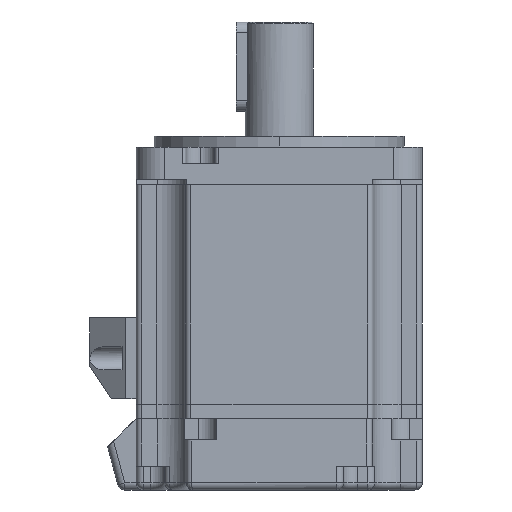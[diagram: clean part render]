
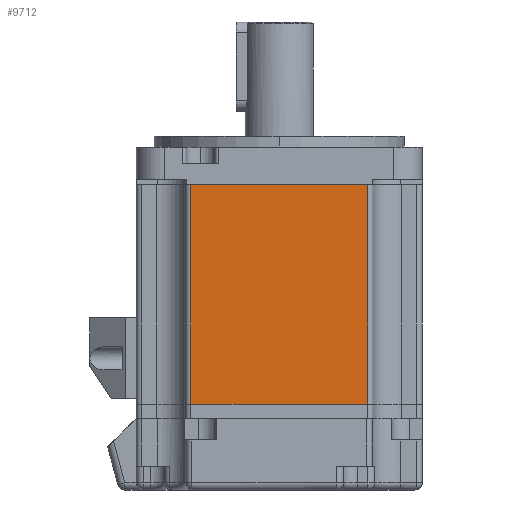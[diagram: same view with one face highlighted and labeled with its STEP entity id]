
A CAD part, left-side view. The second image highlights one B-rep face of the part: STEP entity #9712.
In plain terms, the highlighted planar face has unit normal (-1, 0, 0).
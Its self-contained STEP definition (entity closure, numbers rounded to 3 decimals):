
#103 = CARTESIAN_POINT ( 'NONE',  ( -40., 24.75, 0. ) ) ;
#594 = VECTOR ( 'NONE', #3341, 1000. ) ;
#724 = EDGE_LOOP ( 'NONE', ( #9354, #10212, #6080, #9241 ) ) ;
#1183 = CARTESIAN_POINT ( 'NONE',  ( -40., -24.75, 0. ) ) ;
#1917 = LINE ( 'NONE', #3704, #11184 ) ;
#2420 = CARTESIAN_POINT ( 'NONE',  ( -40., -24.75, 61.5 ) ) ;
#2637 = VERTEX_POINT ( 'NONE', #103 ) ;
#3027 = CARTESIAN_POINT ( 'NONE',  ( -40., 24.75, 61.5 ) ) ;
#3319 = VECTOR ( 'NONE', #7602, 1000. ) ;
#3341 = DIRECTION ( 'NONE',  ( 0., -1., 0. ) ) ;
#3450 = DIRECTION ( 'NONE',  ( 0., 0., -1. ) ) ;
#3704 = CARTESIAN_POINT ( 'NONE',  ( -40., 24.75, 61.5 ) ) ;
#4195 = VECTOR ( 'NONE', #10742, 1000. ) ;
#4356 = DIRECTION ( 'NONE',  ( 0., 1., 0. ) ) ;
#4484 = LINE ( 'NONE', #9798, #4195 ) ;
#5145 = LINE ( 'NONE', #1183, #3319 ) ;
#5380 = CARTESIAN_POINT ( 'NONE',  ( -40., -24.75, 61.5 ) ) ;
#6080 = ORIENTED_EDGE ( 'NONE', *, *, #8906, .F. ) ;
#6414 = FACE_OUTER_BOUND ( 'NONE', #724, .T. ) ;
#7102 = PLANE ( 'NONE',  #10714 ) ;
#7602 = DIRECTION ( 'NONE',  ( 0., -1., 0. ) ) ;
#7901 = LINE ( 'NONE', #2420, #594 ) ;
#8019 = EDGE_CURVE ( 'NONE', #8072, #2637, #1917, .T. ) ;
#8072 = VERTEX_POINT ( 'NONE', #3027 ) ;
#8357 = EDGE_CURVE ( 'NONE', #2637, #9438, #5145, .T. ) ;
#8548 = VERTEX_POINT ( 'NONE', #5380 ) ;
#8906 = EDGE_CURVE ( 'NONE', #8072, #8548, #7901, .T. ) ;
#8980 = CARTESIAN_POINT ( 'NONE',  ( -40., -24.75, 61.5 ) ) ;
#9241 = ORIENTED_EDGE ( 'NONE', *, *, #8019, .T. ) ;
#9354 = ORIENTED_EDGE ( 'NONE', *, *, #8357, .T. ) ;
#9438 = VERTEX_POINT ( 'NONE', #10337 ) ;
#9712 = ADVANCED_FACE ( 'NONE', ( #6414 ), #7102, .F. ) ;
#9798 = CARTESIAN_POINT ( 'NONE',  ( -40., -24.75, 61.5 ) ) ;
#9959 = DIRECTION ( 'NONE',  ( 1., 0., 0. ) ) ;
#10212 = ORIENTED_EDGE ( 'NONE', *, *, #11174, .F. ) ;
#10337 = CARTESIAN_POINT ( 'NONE',  ( -40., -24.75, 0. ) ) ;
#10714 = AXIS2_PLACEMENT_3D ( 'NONE', #8980, #9959, #4356 ) ;
#10742 = DIRECTION ( 'NONE',  ( 0., 0., -1. ) ) ;
#11174 = EDGE_CURVE ( 'NONE', #8548, #9438, #4484, .T. ) ;
#11184 = VECTOR ( 'NONE', #3450, 1000. ) ;
